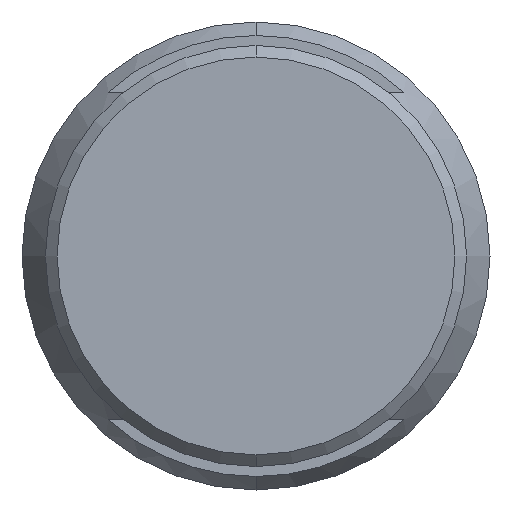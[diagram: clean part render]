
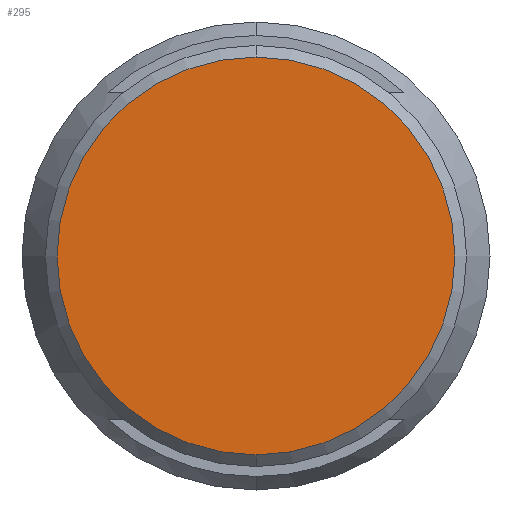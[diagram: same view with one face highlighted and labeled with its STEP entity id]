
A CAD part, front view. The second image highlights one B-rep face of the part: STEP entity #295.
In plain terms, the highlighted planar face has unit normal (0, -1, 0).
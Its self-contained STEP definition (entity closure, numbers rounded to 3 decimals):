
#10 = CARTESIAN_POINT ( 'NONE',  ( 0., 0., 0. ) ) ;
#97 = ORIENTED_EDGE ( 'NONE', *, *, #434, .T. ) ;
#102 = AXIS2_PLACEMENT_3D ( 'NONE', #815, #417, #887 ) ;
#108 = VERTEX_POINT ( 'NONE', #551 ) ;
#135 = DIRECTION ( 'NONE',  ( 0., -1., 0. ) ) ;
#141 = CARTESIAN_POINT ( 'NONE',  ( 0., 0., -8.5 ) ) ;
#158 = DIRECTION ( 'NONE',  ( 0., 1., 0. ) ) ;
#196 = EDGE_LOOP ( 'NONE', ( #408, #97 ) ) ;
#269 = FACE_OUTER_BOUND ( 'NONE', #196, .T. ) ;
#295 = ADVANCED_FACE ( 'NONE', ( #269 ), #705, .F. ) ;
#403 = AXIS2_PLACEMENT_3D ( 'NONE', #564, #135, #623 ) ;
#408 = ORIENTED_EDGE ( 'NONE', *, *, #885, .T. ) ;
#417 = DIRECTION ( 'NONE',  ( 0., -1., 0. ) ) ;
#434 = EDGE_CURVE ( 'NONE', #441, #108, #764, .T. ) ;
#441 = VERTEX_POINT ( 'NONE', #141 ) ;
#551 = CARTESIAN_POINT ( 'NONE',  ( 0., 0., 8.5 ) ) ;
#564 = CARTESIAN_POINT ( 'NONE',  ( 0., 0., 0. ) ) ;
#569 = CIRCLE ( 'NONE', #102, 8.5 ) ;
#623 = DIRECTION ( 'NONE',  ( 0., 0., -1. ) ) ;
#640 = DIRECTION ( 'NONE',  ( 0., 0., 1. ) ) ;
#705 = PLANE ( 'NONE',  #864 ) ;
#764 = CIRCLE ( 'NONE', #403, 8.5 ) ;
#815 = CARTESIAN_POINT ( 'NONE',  ( 0., 0., 0. ) ) ;
#864 = AXIS2_PLACEMENT_3D ( 'NONE', #10, #158, #640 ) ;
#885 = EDGE_CURVE ( 'NONE', #108, #441, #569, .T. ) ;
#887 = DIRECTION ( 'NONE',  ( 0., 0., -1. ) ) ;
